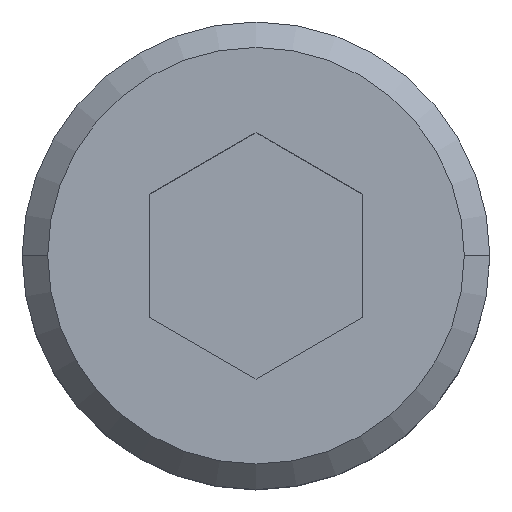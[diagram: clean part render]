
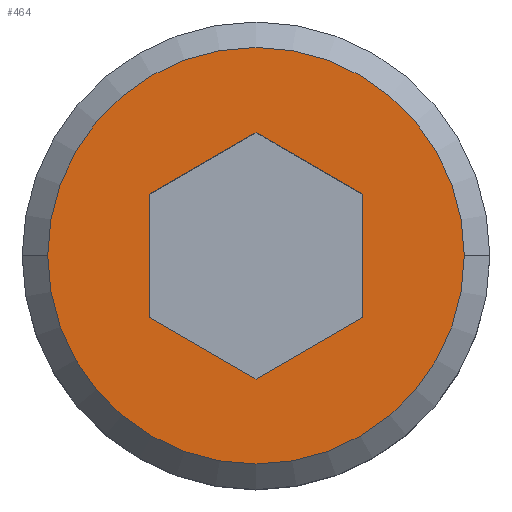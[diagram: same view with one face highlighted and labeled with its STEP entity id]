
A CAD part, top view. The second image highlights one B-rep face of the part: STEP entity #464.
In plain terms, the highlighted planar face has unit normal (0, 0, 1).
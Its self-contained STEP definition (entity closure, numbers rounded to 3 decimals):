
#2 = ORIENTED_EDGE ( 'NONE', *, *, #19, .F. ) ;
#7 = VERTEX_POINT ( 'NONE', #83 ) ;
#19 = EDGE_CURVE ( 'NONE', #245, #275, #112, .T. ) ;
#30 = EDGE_LOOP ( 'NONE', ( #2, #167, #244, #68, #509, #418 ) ) ;
#33 = VECTOR ( 'NONE', #359, 1000. ) ;
#46 = CARTESIAN_POINT ( 'NONE',  ( 1.256, -0.725, 3. ) ) ;
#52 = CARTESIAN_POINT ( 'NONE',  ( 0., 0., 3. ) ) ;
#53 = DIRECTION ( 'NONE',  ( 0., -1., 0. ) ) ;
#58 = DIRECTION ( 'NONE',  ( 0., 0., 1. ) ) ;
#61 = VERTEX_POINT ( 'NONE', #46 ) ;
#68 = ORIENTED_EDGE ( 'NONE', *, *, #327, .F. ) ;
#80 = DIRECTION ( 'NONE',  ( -0.866, -0.5, 0. ) ) ;
#83 = CARTESIAN_POINT ( 'NONE',  ( -1.256, 0.725, 3. ) ) ;
#85 = ORIENTED_EDGE ( 'NONE', *, *, #384, .T. ) ;
#87 = LINE ( 'NONE', #202, #416 ) ;
#90 = AXIS2_PLACEMENT_3D ( 'NONE', #355, #360, #390 ) ;
#98 = DIRECTION ( 'NONE',  ( 0., 0., 1. ) ) ;
#110 = CARTESIAN_POINT ( 'NONE',  ( 0., 1.45, 3. ) ) ;
#112 = LINE ( 'NONE', #174, #323 ) ;
#114 = EDGE_CURVE ( 'NONE', #7, #241, #441, .T. ) ;
#138 = DIRECTION ( 'NONE',  ( 1., 0., 0. ) ) ;
#149 = CARTESIAN_POINT ( 'NONE',  ( 1.256, -0.725, 3. ) ) ;
#158 = EDGE_CURVE ( 'NONE', #216, #61, #514, .T. ) ;
#165 = CARTESIAN_POINT ( 'NONE',  ( 0., 1.45, 3. ) ) ;
#167 = ORIENTED_EDGE ( 'NONE', *, *, #462, .F. ) ;
#174 = CARTESIAN_POINT ( 'NONE',  ( 1.256, 0.725, 3. ) ) ;
#180 = CARTESIAN_POINT ( 'NONE',  ( -2.45, 0., 3. ) ) ;
#195 = CARTESIAN_POINT ( 'NONE',  ( 0., -1.45, 3. ) ) ;
#202 = CARTESIAN_POINT ( 'NONE',  ( -1.256, -0.725, 3. ) ) ;
#210 = DIRECTION ( 'NONE',  ( 0.866, -0.5, 0. ) ) ;
#216 = VERTEX_POINT ( 'NONE', #195 ) ;
#220 = LINE ( 'NONE', #110, #503 ) ;
#239 = CARTESIAN_POINT ( 'NONE',  ( -1.256, 0.725, 3. ) ) ;
#241 = VERTEX_POINT ( 'NONE', #306 ) ;
#244 = ORIENTED_EDGE ( 'NONE', *, *, #158, .F. ) ;
#245 = VERTEX_POINT ( 'NONE', #324 ) ;
#250 = CIRCLE ( 'NONE', #499, 2.45 ) ;
#262 = EDGE_LOOP ( 'NONE', ( #393, #85 ) ) ;
#263 = CARTESIAN_POINT ( 'NONE',  ( 0., -1.45, 3. ) ) ;
#275 = VERTEX_POINT ( 'NONE', #165 ) ;
#306 = CARTESIAN_POINT ( 'NONE',  ( -1.256, -0.725, 3. ) ) ;
#323 = VECTOR ( 'NONE', #506, 1000. ) ;
#324 = CARTESIAN_POINT ( 'NONE',  ( 1.256, 0.725, 3. ) ) ;
#327 = EDGE_CURVE ( 'NONE', #241, #216, #87, .T. ) ;
#341 = FACE_BOUND ( 'NONE', #30, .T. ) ;
#349 = CARTESIAN_POINT ( 'NONE',  ( 0., 0., 3. ) ) ;
#353 = CARTESIAN_POINT ( 'NONE',  ( 2.45, 0., 3. ) ) ;
#355 = CARTESIAN_POINT ( 'NONE',  ( 0., 0., 3. ) ) ;
#356 = FACE_OUTER_BOUND ( 'NONE', #262, .T. ) ;
#357 = LINE ( 'NONE', #149, #500 ) ;
#359 = DIRECTION ( 'NONE',  ( 0.866, 0.5, 0. ) ) ;
#360 = DIRECTION ( 'NONE',  ( 0., 0., 1. ) ) ;
#376 = EDGE_CURVE ( 'NONE', #275, #7, #220, .T. ) ;
#384 = EDGE_CURVE ( 'NONE', #474, #496, #403, .T. ) ;
#390 = DIRECTION ( 'NONE',  ( 1., 0., 0. ) ) ;
#392 = PLANE ( 'NONE',  #523 ) ;
#393 = ORIENTED_EDGE ( 'NONE', *, *, #396, .T. ) ;
#396 = EDGE_CURVE ( 'NONE', #496, #474, #250, .T. ) ;
#403 = CIRCLE ( 'NONE', #90, 2.45 ) ;
#416 = VECTOR ( 'NONE', #210, 1000. ) ;
#418 = ORIENTED_EDGE ( 'NONE', *, *, #376, .F. ) ;
#436 = DIRECTION ( 'NONE',  ( 0., 1., 0. ) ) ;
#441 = LINE ( 'NONE', #239, #501 ) ;
#442 = DIRECTION ( 'NONE',  ( 1., 0., 0. ) ) ;
#462 = EDGE_CURVE ( 'NONE', #61, #245, #357, .T. ) ;
#464 = ADVANCED_FACE ( 'NONE', ( #341, #356 ), #392, .T. ) ;
#474 = VERTEX_POINT ( 'NONE', #353 ) ;
#496 = VERTEX_POINT ( 'NONE', #180 ) ;
#499 = AXIS2_PLACEMENT_3D ( 'NONE', #52, #58, #138 ) ;
#500 = VECTOR ( 'NONE', #436, 1000. ) ;
#501 = VECTOR ( 'NONE', #53, 1000. ) ;
#503 = VECTOR ( 'NONE', #80, 1000. ) ;
#506 = DIRECTION ( 'NONE',  ( -0.866, 0.5, 0. ) ) ;
#509 = ORIENTED_EDGE ( 'NONE', *, *, #114, .F. ) ;
#514 = LINE ( 'NONE', #263, #33 ) ;
#523 = AXIS2_PLACEMENT_3D ( 'NONE', #349, #98, #442 ) ;
